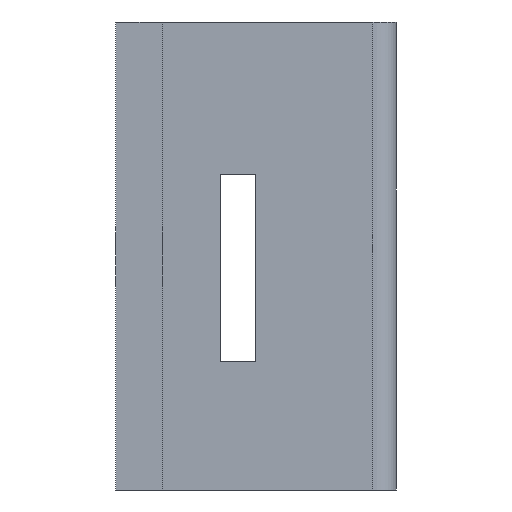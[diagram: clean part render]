
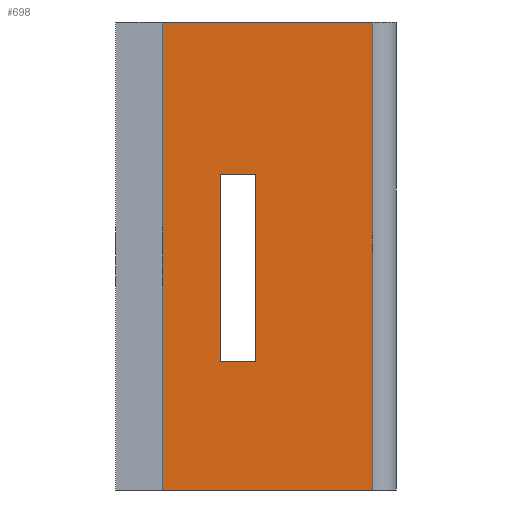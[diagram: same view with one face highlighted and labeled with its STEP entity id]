
A CAD part, left-side view. The second image highlights one B-rep face of the part: STEP entity #698.
In plain terms, the highlighted planar face has unit normal (-1, 0, 0).
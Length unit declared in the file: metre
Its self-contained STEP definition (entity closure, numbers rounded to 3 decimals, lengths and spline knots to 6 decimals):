
#30=ORIENTED_EDGE('',*,*,#226,.F.);
#31=ORIENTED_EDGE('',*,*,#227,.T.);
#32=ORIENTED_EDGE('',*,*,#228,.T.);
#33=ORIENTED_EDGE('',*,*,#229,.T.);
#34=ORIENTED_EDGE('',*,*,#230,.T.);
#35=ORIENTED_EDGE('',*,*,#231,.T.);
#36=ORIENTED_EDGE('',*,*,#232,.F.);
#37=ORIENTED_EDGE('',*,*,#233,.F.);
#226=EDGE_CURVE('',#324,#325,#392,.T.);
#227=EDGE_CURVE('',#324,#326,#393,.F.);
#228=EDGE_CURVE('',#326,#327,#394,.T.);
#229=EDGE_CURVE('',#327,#325,#395,.T.);
#230=EDGE_CURVE('',#328,#329,#396,.T.);
#231=EDGE_CURVE('',#329,#330,#397,.T.);
#232=EDGE_CURVE('',#331,#330,#398,.T.);
#233=EDGE_CURVE('',#328,#331,#399,.T.);
#324=VERTEX_POINT('',#982);
#325=VERTEX_POINT('',#983);
#326=VERTEX_POINT('',#985);
#327=VERTEX_POINT('',#987);
#328=VERTEX_POINT('',#990);
#329=VERTEX_POINT('',#991);
#330=VERTEX_POINT('',#993);
#331=VERTEX_POINT('',#995);
#392=LINE('',#981,#478);
#393=LINE('',#984,#479);
#394=LINE('',#986,#480);
#395=LINE('',#988,#481);
#396=LINE('',#989,#482);
#397=LINE('',#992,#483);
#398=LINE('',#994,#484);
#399=LINE('',#996,#485);
#478=VECTOR('',#799,1.);
#479=VECTOR('',#800,1.);
#480=VECTOR('',#801,1.);
#481=VECTOR('',#802,1.);
#482=VECTOR('',#803,1.);
#483=VECTOR('',#804,1.);
#484=VECTOR('',#805,1.);
#485=VECTOR('',#806,1.);
#564=EDGE_LOOP('',(#30,#31,#32,#33));
#565=EDGE_LOOP('',(#34,#35,#36,#37));
#616=FACE_BOUND('',#564,.T.);
#617=FACE_BOUND('',#565,.T.);
#668=PLANE('',#747);
#698=ADVANCED_FACE('',(#616,#617),#668,.T.);
#747=AXIS2_PLACEMENT_3D('',#980,#797,#798);
#797=DIRECTION('',(-1.,0.,0.));
#798=DIRECTION('',(0.,-1.,0.));
#799=DIRECTION('',(0.,1.,0.));
#800=DIRECTION('',(0.,0.,-1.));
#801=DIRECTION('',(0.,1.,0.));
#802=DIRECTION('',(0.,0.,-1.));
#803=DIRECTION('',(0.,1.,0.));
#804=DIRECTION('',(0.,0.,1.));
#805=DIRECTION('',(0.,1.,0.));
#806=DIRECTION('',(0.,0.,1.));
#980=CARTESIAN_POINT('',(-0.0265,0.004,0.));
#981=CARTESIAN_POINT('',(-0.0265,-0.002,-0.01));
#982=CARTESIAN_POINT('',(-0.0265,-0.001,-0.01));
#983=CARTESIAN_POINT('',(-0.0265,0.008,-0.01));
#984=CARTESIAN_POINT('',(-0.0265,-0.001,0.));
#985=CARTESIAN_POINT('',(-0.0265,-0.001,0.01));
#986=CARTESIAN_POINT('',(-0.0265,-0.002,0.01));
#987=CARTESIAN_POINT('',(-0.0265,0.008,0.01));
#988=CARTESIAN_POINT('',(-0.0265,0.008,0.));
#989=CARTESIAN_POINT('',(-0.0265,0.004,-0.0045));
#990=CARTESIAN_POINT('',(-0.0265,0.004,-0.0045));
#991=CARTESIAN_POINT('',(-0.0265,0.0055,-0.0045));
#992=CARTESIAN_POINT('',(-0.0265,0.0055,0.));
#993=CARTESIAN_POINT('',(-0.0265,0.0055,0.0035));
#994=CARTESIAN_POINT('',(-0.0265,0.004,0.0035));
#995=CARTESIAN_POINT('',(-0.0265,0.004,0.0035));
#996=CARTESIAN_POINT('',(-0.0265,0.004,0.));
